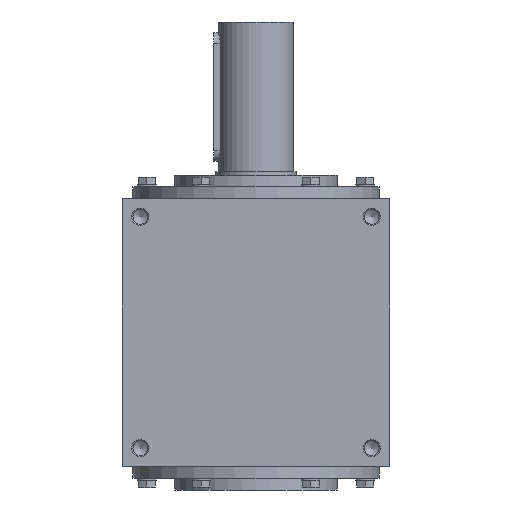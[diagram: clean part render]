
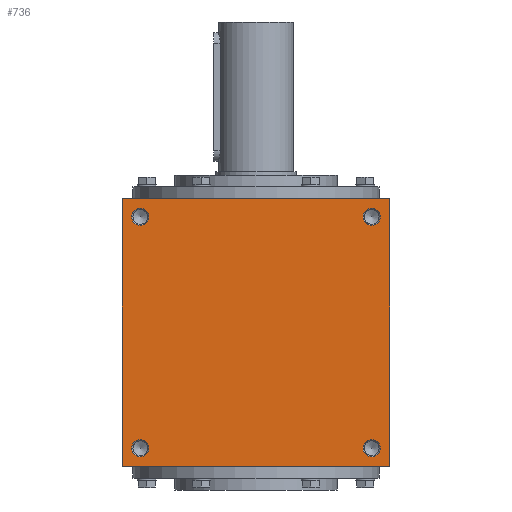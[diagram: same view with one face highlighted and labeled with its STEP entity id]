
A CAD part, left-side view. The second image highlights one B-rep face of the part: STEP entity #736.
In plain terms, the highlighted face is planar.
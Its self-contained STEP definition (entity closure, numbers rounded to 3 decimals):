
#736 = ADVANCED_FACE( '', ( #1467, #1468, #1469, #1470, #1471 ), #1472, .F. );
#1467 = FACE_BOUND( '', #2147, .T. );
#1468 = FACE_BOUND( '', #2148, .T. );
#1469 = FACE_BOUND( '', #2149, .T. );
#1470 = FACE_BOUND( '', #2150, .T. );
#1471 = FACE_OUTER_BOUND( '', #2151, .T. );
#1472 = PLANE( '', #2152 );
#2147 = EDGE_LOOP( '', ( #3380 ) );
#2148 = EDGE_LOOP( '', ( #3381 ) );
#2149 = EDGE_LOOP( '', ( #3382 ) );
#2150 = EDGE_LOOP( '', ( #3383 ) );
#2151 = EDGE_LOOP( '', ( #3384, #3385, #3386, #3387 ) );
#2152 = AXIS2_PLACEMENT_3D( '', #3388, #3389, #3390 );
#3380 = ORIENTED_EDGE( '', *, *, #3967, .F. );
#3381 = ORIENTED_EDGE( '', *, *, #3527, .T. );
#3382 = ORIENTED_EDGE( '', *, *, #3853, .F. );
#3383 = ORIENTED_EDGE( '', *, *, #3544, .T. );
#3384 = ORIENTED_EDGE( '', *, *, #3538, .F. );
#3385 = ORIENTED_EDGE( '', *, *, #3635, .F. );
#3386 = ORIENTED_EDGE( '', *, *, #3652, .F. );
#3387 = ORIENTED_EDGE( '', *, *, #3558, .F. );
#3388 = CARTESIAN_POINT( '', ( 0., 0., -125. ) );
#3389 = DIRECTION( '', ( 0., 0., 1. ) );
#3390 = DIRECTION( '', ( 1., 0., 0. ) );
#3527 = EDGE_CURVE( '', #4028, #4028, #4029, .T. );
#3538 = EDGE_CURVE( '', #4045, #4046, #4047, .T. );
#3544 = EDGE_CURVE( '', #4056, #4056, #4057, .T. );
#3558 = EDGE_CURVE( '', #4046, #4079, #4080, .T. );
#3635 = EDGE_CURVE( '', #4208, #4045, #4209, .T. );
#3652 = EDGE_CURVE( '', #4079, #4208, #4235, .T. );
#3853 = EDGE_CURVE( '', #4515, #4515, #4516, .T. );
#3967 = EDGE_CURVE( '', #4650, #4650, #4651, .T. );
#4028 = VERTEX_POINT( '', #4721 );
#4029 = CIRCLE( '', #4722, 8. );
#4045 = VERTEX_POINT( '', #4738 );
#4046 = VERTEX_POINT( '', #4739 );
#4047 = LINE( '', #4740, #4741 );
#4056 = VERTEX_POINT( '', #4753 );
#4057 = CIRCLE( '', #4754, 8. );
#4079 = VERTEX_POINT( '', #4776 );
#4080 = LINE( '', #4777, #4778 );
#4208 = VERTEX_POINT( '', #4944 );
#4209 = LINE( '', #4945, #4946 );
#4235 = LINE( '', #4974, #4975 );
#4515 = VERTEX_POINT( '', #5391 );
#4516 = CIRCLE( '', #5392, 8. );
#4650 = VERTEX_POINT( '', #5631 );
#4651 = CIRCLE( '', #5632, 8. );
#4721 = CARTESIAN_POINT( '', ( 116., 108., -125. ) );
#4722 = AXIS2_PLACEMENT_3D( '', #5693, #5694, #5695 );
#4738 = CARTESIAN_POINT( '', ( -125., 125., -125. ) );
#4739 = CARTESIAN_POINT( '', ( -125., -125., -125. ) );
#4740 = CARTESIAN_POINT( '', ( -125., 125., -125. ) );
#4741 = VECTOR( '', #5714, 1000. );
#4753 = CARTESIAN_POINT( '', ( 116., -108., -125. ) );
#4754 = AXIS2_PLACEMENT_3D( '', #5721, #5722, #5723 );
#4776 = CARTESIAN_POINT( '', ( 125., -125., -125. ) );
#4777 = CARTESIAN_POINT( '', ( -125., -125., -125. ) );
#4778 = VECTOR( '', #5751, 1000. );
#4944 = CARTESIAN_POINT( '', ( 125., 125., -125. ) );
#4945 = CARTESIAN_POINT( '', ( 125., 125., -125. ) );
#4946 = VECTOR( '', #5882, 1000. );
#4974 = CARTESIAN_POINT( '', ( 125., -125., -125. ) );
#4975 = VECTOR( '', #5912, 1000. );
#5391 = CARTESIAN_POINT( '', ( -116., -108., -125. ) );
#5392 = AXIS2_PLACEMENT_3D( '', #6236, #6237, #6238 );
#5631 = CARTESIAN_POINT( '', ( -116., 108., -125. ) );
#5632 = AXIS2_PLACEMENT_3D( '', #6360, #6361, #6362 );
#5693 = CARTESIAN_POINT( '', ( 108., 108., -125. ) );
#5694 = DIRECTION( '', ( 0., 0., 1. ) );
#5695 = DIRECTION( '', ( 1., 0., 0. ) );
#5714 = DIRECTION( '', ( 0., -1., 0. ) );
#5721 = CARTESIAN_POINT( '', ( 108., -108., -125. ) );
#5722 = DIRECTION( '', ( 0., 0., 1. ) );
#5723 = DIRECTION( '', ( 1., 0., 0. ) );
#5751 = DIRECTION( '', ( 1., 0., 0. ) );
#5882 = DIRECTION( '', ( -1., 0., 0. ) );
#5912 = DIRECTION( '', ( 0., 1., 0. ) );
#6236 = CARTESIAN_POINT( '', ( -108., -108., -125. ) );
#6237 = DIRECTION( '', ( 0., 0., -1. ) );
#6238 = DIRECTION( '', ( -1., 0., 0. ) );
#6360 = CARTESIAN_POINT( '', ( -108., 108., -125. ) );
#6361 = DIRECTION( '', ( 0., 0., -1. ) );
#6362 = DIRECTION( '', ( -1., 0., 0. ) );
